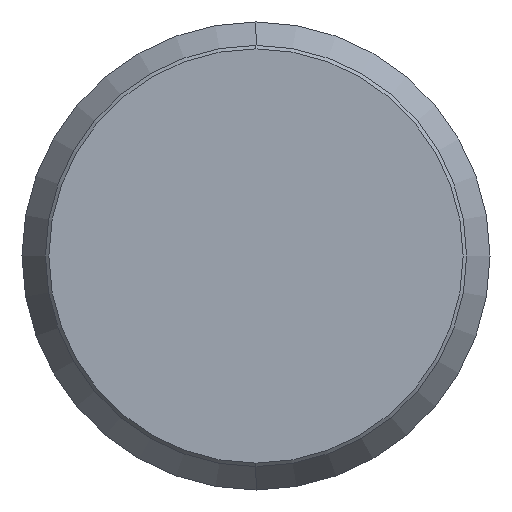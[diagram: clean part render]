
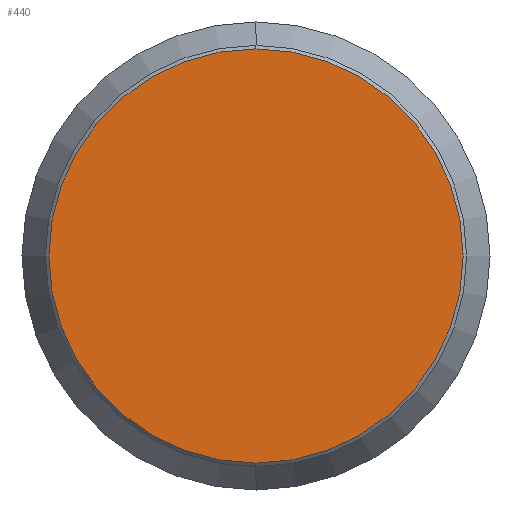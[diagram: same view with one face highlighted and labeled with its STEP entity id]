
A CAD part, left-side view. The second image highlights one B-rep face of the part: STEP entity #440.
In plain terms, the highlighted planar face has unit normal (-1, 0, 0).
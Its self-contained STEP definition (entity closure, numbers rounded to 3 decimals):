
#25 = CARTESIAN_POINT ( 'NONE',  ( 0., 0., 17.7 ) ) ;
#51 = ORIENTED_EDGE ( 'NONE', *, *, #191, .T. ) ;
#88 = CARTESIAN_POINT ( 'NONE',  ( 0., 0., -17.7 ) ) ;
#96 = ORIENTED_EDGE ( 'NONE', *, *, #419, .T. ) ;
#106 = AXIS2_PLACEMENT_3D ( 'NONE', #144, #313, #266 ) ;
#144 = CARTESIAN_POINT ( 'NONE',  ( 0., 0., 0. ) ) ;
#191 = EDGE_CURVE ( 'NONE', #252, #488, #371, .T. ) ;
#252 = VERTEX_POINT ( 'NONE', #25 ) ;
#266 = DIRECTION ( 'NONE',  ( 0., 0., -1. ) ) ;
#281 = FACE_OUTER_BOUND ( 'NONE', #454, .T. ) ;
#313 = DIRECTION ( 'NONE',  ( 1., 0., 0. ) ) ;
#316 = CIRCLE ( 'NONE', #431, 17.7 ) ;
#341 = DIRECTION ( 'NONE',  ( 0., 0., 1. ) ) ;
#350 = AXIS2_PLACEMENT_3D ( 'NONE', #453, #418, #341 ) ;
#371 = CIRCLE ( 'NONE', #350, 17.7 ) ;
#391 = DIRECTION ( 'NONE',  ( 0., 0., 1. ) ) ;
#418 = DIRECTION ( 'NONE',  ( -1., 0., 0. ) ) ;
#419 = EDGE_CURVE ( 'NONE', #488, #252, #316, .T. ) ;
#421 = CARTESIAN_POINT ( 'NONE',  ( 0., 0., 0. ) ) ;
#431 = AXIS2_PLACEMENT_3D ( 'NONE', #421, #465, #391 ) ;
#440 = ADVANCED_FACE ( 'NONE', ( #281 ), #505, .F. ) ;
#453 = CARTESIAN_POINT ( 'NONE',  ( 0., 0., 0. ) ) ;
#454 = EDGE_LOOP ( 'NONE', ( #96, #51 ) ) ;
#465 = DIRECTION ( 'NONE',  ( -1., 0., 0. ) ) ;
#488 = VERTEX_POINT ( 'NONE', #88 ) ;
#505 = PLANE ( 'NONE',  #106 ) ;
